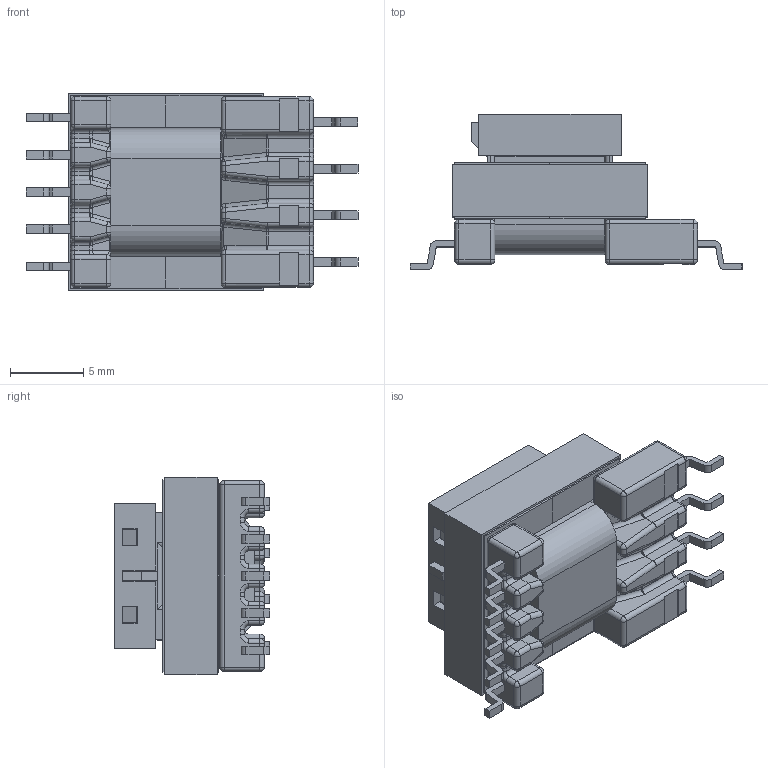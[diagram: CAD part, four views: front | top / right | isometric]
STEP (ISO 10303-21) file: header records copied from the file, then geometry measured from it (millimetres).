
FILE_DESCRIPTION (( 'STEP AP214' ), '1' );
FILE_NAME ('EE13-7-4_6258_0137.STEP', '2019-01-31T16:15:06', ( '' ), ( '' ), 'SwSTEP 2.0', 'SolidWorks 2017', '' );
FILE_SCHEMA (( 'AUTOMOTIVE_DESIGN' ));
Length unit declared in the file: millimetre
Products named in the file (6): 070-4820_coil; 186-0137_6D; 440-9985-2300; 150-2300_6A; 070-6258_6D; EE13-7-4_6258_0137
Assembly tree (6 placements, depth 2):
  EE13-7-4_6258_0137
    070-6258_6D
    150-2300_6A  x2
    440-9985-2300
    186-0137_6D
    070-4820_coil
Bounding box: 22.61 x 10.56 x 13.42 mm (x, y, z)
Volume: 1366 mm3; surface area: 2917.9 mm2
Topology: 6 solids, 6 shells, 606 faces, 1529 edges, 882 vertices
Faces by surface type: plane 270, cylinder 202, sphere 52, bspline 50, torus 32
Entity records: 19252 total; most frequent: CARTESIAN_POINT 4316, ORIENTED_EDGE 2874, DIRECTION 2797, EDGE_CURVE 1437, AXIS2_PLACEMENT_3D 959, VECTOR 879, LINE 879, VERTEX_POINT 858
